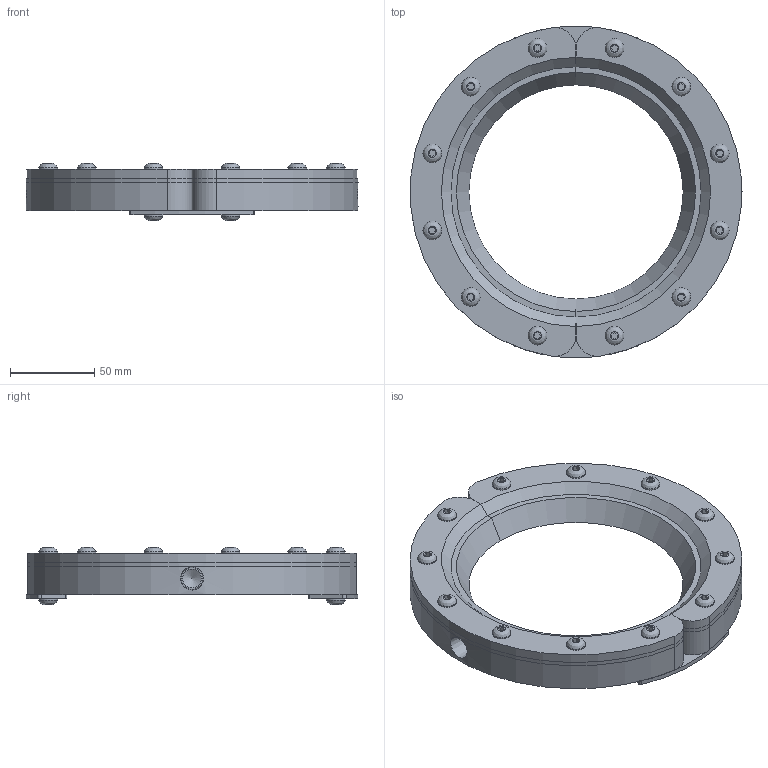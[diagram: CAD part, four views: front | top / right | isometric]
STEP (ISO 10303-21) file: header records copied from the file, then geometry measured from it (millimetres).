
FILE_DESCRIPTION((''),'2;1');
FILE_NAME('2405-3D.stp','2010-06-03T16:06:08',('michael witt'),(''),'Autodesk Inventor 2010','Autodesk Inventor 2010','');
FILE_SCHEMA(('AUTOMOTIVE_DESIGN { 1 0 10303 214 1 1 1 1 }'));
Length unit declared in the file: inch
Products named in the file (24): Assembly15; Part588; Part590; Part592; Part594; Part596; Part598; Part600; Part602; Part604; Part606; Part608; Part610; Part612; Part614; Part616; Part618; Part620; Part622; Part624; Part626; Part628; Part630; Part632
Assembly tree (23 placements, depth 2):
  Assembly15
    Part588
    Part590
    Part592
    Part594
    Part596
    Part598
    Part600
    Part602
    Part604
    Part606
    Part608
    Part610
    Part612
    Part614
    Part616
    Part618
    Part620
    Part622
    Part624
    Part626
    Part628
    Part630
    Part632
Bounding box: 196.85 x 196.29 x 33.95 mm (x, y, z)
Volume: 388503.8 mm3; surface area: 111215.7 mm2
Topology: 23 solids, 23 shells, 347 faces, 760 edges, 507 vertices
Faces by surface type: plane 164, bspline 97, cylinder 68, cone 18
Full cylindrical faces by diameter (mm): 6.35 x20, 7.112 x9, 11.1 x14, 11.114 x1
Entity records: 10700 total; most frequent: CARTESIAN_POINT 3020, DIRECTION 1444, ORIENTED_EDGE 1244, EDGE_CURVE 622, AXIS2_PLACEMENT_3D 529, EDGE_LOOP 526, VERTEX_POINT 470, VECTOR 386
